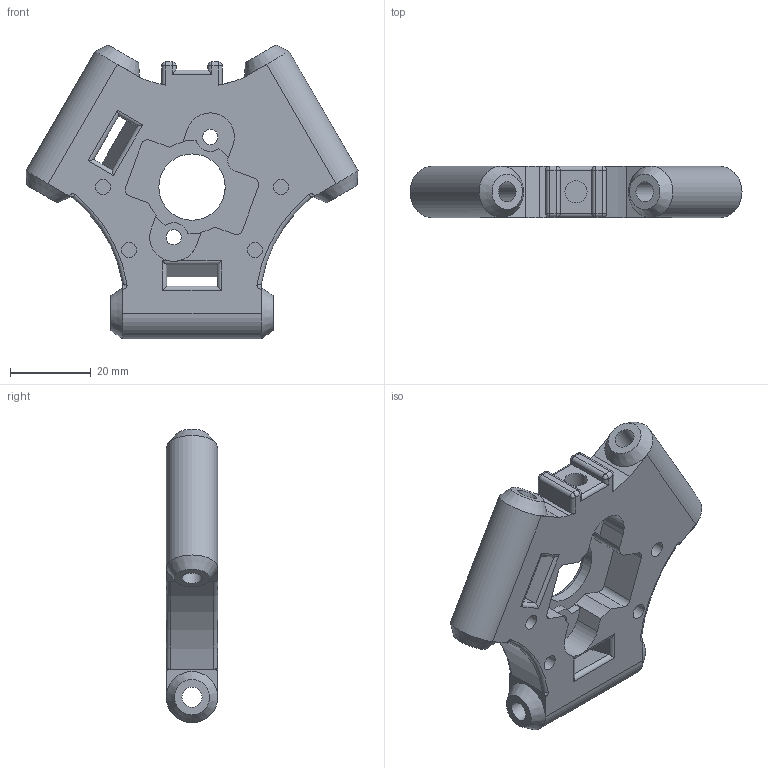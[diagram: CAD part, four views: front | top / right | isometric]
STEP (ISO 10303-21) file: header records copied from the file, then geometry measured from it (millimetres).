
FILE_DESCRIPTION(/* description */ (''),/* implementation_level */ '2;1');
FILE_NAME(/* name */ 'end_effector_v5.step',/* time_stamp */ '2019-01-13T14:18:33+01:00',/* author */ (''),/* organization */ (''),/* preprocessor_version */ 'ST-DEVELOPER v17.2',/* originating_system */ 'Autodesk Translation Framework v7.6.0.251',/* authorisation */ '');
FILE_SCHEMA (('AUTOMOTIVE_DESIGN { 1 0 10303 214 3 1 1 }'));
Length unit declared in the file: millimetre
Products named in the file (2): end_effector_v5; EndEffectorV5
Assembly tree (1 placements, depth 2):
  end_effector_v5
    EndEffectorV5
Bounding box: 82.07 x 12.7 x 72.64 mm (x, y, z)
Volume: 33306.3 mm3; surface area: 14142.2 mm2
Topology: 1 solids, 1 shells, 147 faces, 386 edges, 240 vertices
Faces by surface type: cylinder 71, plane 49, sphere 8, bspline 8, cone 6, torus 5
Full cylindrical faces by diameter (mm): 3.5 x1, 3.8 x7, 5 x3, 5.5 x1, 12.7 x3, 16.4 x1
Entity records: 4904 total; most frequent: CARTESIAN_POINT 1138, DIRECTION 825, ORIENTED_EDGE 752, EDGE_CURVE 376, AXIS2_PLACEMENT_3D 319, VERTEX_POINT 240, LINE 187, VECTOR 187
